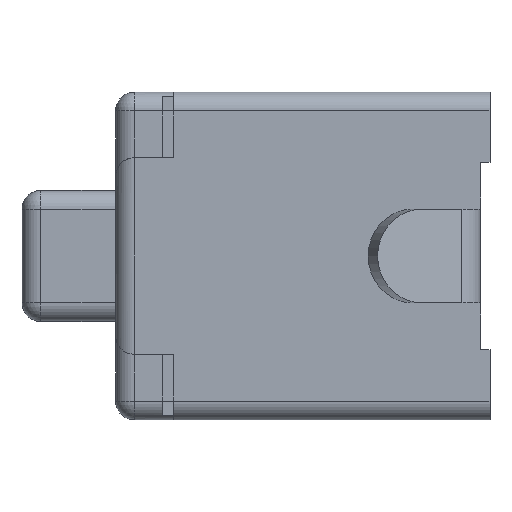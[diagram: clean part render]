
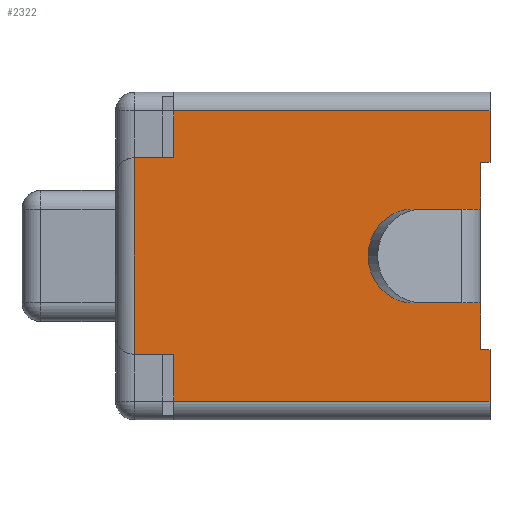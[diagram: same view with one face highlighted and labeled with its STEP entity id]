
A CAD part, left-side view. The second image highlights one B-rep face of the part: STEP entity #2322.
In plain terms, the highlighted planar face has unit normal (-1, 0, 0).
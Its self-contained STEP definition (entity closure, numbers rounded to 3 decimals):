
#262=FACE_OUTER_BOUND('',#394,.T.);
#394=EDGE_LOOP('',(#1907,#1908,#1909,#1910,#1911,#1912,#1913,#1914,#1915,
#1916,#1917,#1918,#1919,#1920,#1921,#1922));
#527=LINE('',#3505,#789);
#529=LINE('',#3509,#791);
#530=LINE('',#3513,#792);
#534=LINE('',#3524,#796);
#535=LINE('',#3530,#797);
#540=LINE('',#3541,#802);
#544=LINE('',#3550,#806);
#600=LINE('',#3679,#862);
#623=LINE('',#3732,#885);
#624=LINE('',#3734,#886);
#625=LINE('',#3736,#887);
#626=LINE('',#3738,#888);
#627=LINE('',#3740,#889);
#628=LINE('',#3741,#890);
#629=LINE('',#3743,#891);
#630=LINE('',#3744,#892);
#789=VECTOR('',#2845,1000.);
#791=VECTOR('',#2849,1000.);
#792=VECTOR('',#2854,1000.);
#796=VECTOR('',#2866,1000.);
#797=VECTOR('',#2871,1000.);
#802=VECTOR('',#2880,1000.);
#806=VECTOR('',#2886,1000.);
#862=VECTOR('',#3010,1000.);
#885=VECTOR('',#3065,1000.);
#886=VECTOR('',#3066,1000.);
#887=VECTOR('',#3067,1000.);
#888=VECTOR('',#3068,1000.);
#889=VECTOR('',#3069,1000.);
#890=VECTOR('',#3070,1000.);
#891=VECTOR('',#3071,1000.);
#892=VECTOR('',#3072,1000.);
#1033=VERTEX_POINT('',#3464);
#1048=VERTEX_POINT('',#3502);
#1049=VERTEX_POINT('',#3504);
#1050=VERTEX_POINT('',#3508);
#1051=VERTEX_POINT('',#3512);
#1054=VERTEX_POINT('',#3522);
#1056=VERTEX_POINT('',#3527);
#1057=VERTEX_POINT('',#3529);
#1061=VERTEX_POINT('',#3539);
#1065=VERTEX_POINT('',#3548);
#1118=VERTEX_POINT('',#3731);
#1119=VERTEX_POINT('',#3733);
#1120=VERTEX_POINT('',#3735);
#1121=VERTEX_POINT('',#3737);
#1122=VERTEX_POINT('',#3739);
#1123=VERTEX_POINT('',#3742);
#1293=EDGE_CURVE('',#1048,#1049,#527,.T.);
#1295=EDGE_CURVE('',#1050,#1033,#529,.T.);
#1297=EDGE_CURVE('',#1049,#1051,#530,.T.);
#1303=EDGE_CURVE('',#1054,#1048,#534,.T.);
#1305=EDGE_CURVE('',#1056,#1057,#535,.T.);
#1311=EDGE_CURVE('',#1061,#1056,#540,.T.);
#1315=EDGE_CURVE('',#1065,#1061,#544,.T.);
#1381=EDGE_CURVE('',#1033,#1065,#600,.T.);
#1407=EDGE_CURVE('',#1118,#1050,#623,.T.);
#1408=EDGE_CURVE('',#1119,#1118,#624,.T.);
#1409=EDGE_CURVE('',#1119,#1120,#625,.T.);
#1410=EDGE_CURVE('',#1121,#1120,#626,.T.);
#1411=EDGE_CURVE('',#1121,#1122,#627,.T.);
#1412=EDGE_CURVE('',#1051,#1122,#628,.T.);
#1413=EDGE_CURVE('',#1123,#1054,#629,.T.);
#1414=EDGE_CURVE('',#1123,#1057,#630,.T.);
#1907=ORIENTED_EDGE('',*,*,#1295,.F.);
#1908=ORIENTED_EDGE('',*,*,#1407,.F.);
#1909=ORIENTED_EDGE('',*,*,#1408,.F.);
#1910=ORIENTED_EDGE('',*,*,#1409,.T.);
#1911=ORIENTED_EDGE('',*,*,#1410,.F.);
#1912=ORIENTED_EDGE('',*,*,#1411,.T.);
#1913=ORIENTED_EDGE('',*,*,#1412,.F.);
#1914=ORIENTED_EDGE('',*,*,#1297,.F.);
#1915=ORIENTED_EDGE('',*,*,#1293,.F.);
#1916=ORIENTED_EDGE('',*,*,#1303,.F.);
#1917=ORIENTED_EDGE('',*,*,#1413,.F.);
#1918=ORIENTED_EDGE('',*,*,#1414,.T.);
#1919=ORIENTED_EDGE('',*,*,#1305,.F.);
#1920=ORIENTED_EDGE('',*,*,#1311,.F.);
#1921=ORIENTED_EDGE('',*,*,#1315,.F.);
#1922=ORIENTED_EDGE('',*,*,#1381,.F.);
#2202=PLANE('',#2528);
#2322=ADVANCED_FACE('',(#262),#2202,.F.);
#2528=AXIS2_PLACEMENT_3D('',#3730,#3063,#3064);
#2845=DIRECTION('',(0.,0.,-1.));
#2849=DIRECTION('',(0.,0.,1.));
#2854=DIRECTION('',(0.,-1.,0.));
#2866=DIRECTION('',(0.,1.,0.));
#2871=DIRECTION('',(0.,0.,-1.));
#2880=DIRECTION('',(0.,-1.,0.));
#2886=DIRECTION('',(0.,0.,1.));
#3010=DIRECTION('',(0.,-1.,0.));
#3063=DIRECTION('center_axis',(1.,0.,0.));
#3064=DIRECTION('ref_axis',(0.,0.,-1.));
#3065=DIRECTION('',(0.,1.,0.));
#3066=DIRECTION('',(0.,0.,1.));
#3067=DIRECTION('',(0.,-1.,0.));
#3068=DIRECTION('',(0.,0.,-1.));
#3069=DIRECTION('',(0.,1.,0.));
#3070=DIRECTION('',(0.,0.,-1.));
#3071=DIRECTION('',(0.,0.,-1.));
#3072=DIRECTION('',(0.,-1.,0.));
#3464=CARTESIAN_POINT('',(-3.,3.8,-0.75));
#3502=CARTESIAN_POINT('',(-3.,0.4,-1.3));
#3504=CARTESIAN_POINT('',(-3.,0.4,-2.3));
#3505=CARTESIAN_POINT('',(-3.,0.4,-1.8));
#3508=CARTESIAN_POINT('',(-3.,3.8,-2.85));
#3509=CARTESIAN_POINT('',(-3.,3.8,-1.8));
#3512=CARTESIAN_POINT('',(-3.,0.1,-2.3));
#3513=CARTESIAN_POINT('',(-3.,1.9,-2.3));
#3522=CARTESIAN_POINT('',(-3.,0.1,-1.3));
#3524=CARTESIAN_POINT('',(-3.,1.9,-1.3));
#3527=CARTESIAN_POINT('',(-3.,0.,-0.25));
#3529=CARTESIAN_POINT('',(-3.,0.,-0.8));
#3530=CARTESIAN_POINT('',(-3.,0.,-1.8));
#3539=CARTESIAN_POINT('',(-3.,3.38,-0.25));
#3541=CARTESIAN_POINT('',(-3.,1.9,-0.25));
#3548=CARTESIAN_POINT('',(-3.,3.38,-0.75));
#3550=CARTESIAN_POINT('',(-3.,3.38,-1.8));
#3679=CARTESIAN_POINT('',(-3.,1.9,-0.75));
#3730=CARTESIAN_POINT('Origin',(-3.,0.,-0.25));
#3731=CARTESIAN_POINT('',(-3.,3.38,-2.85));
#3732=CARTESIAN_POINT('',(-3.,1.9,-2.85));
#3733=CARTESIAN_POINT('',(-3.,3.38,-3.35));
#3734=CARTESIAN_POINT('',(-3.,3.38,-1.8));
#3735=CARTESIAN_POINT('',(-3.,0.,-3.35));
#3736=CARTESIAN_POINT('',(-3.,1.69,-3.35));
#3737=CARTESIAN_POINT('',(-3.,0.,-2.8));
#3738=CARTESIAN_POINT('',(-3.,0.,-1.8));
#3739=CARTESIAN_POINT('',(-3.,0.1,-2.8));
#3740=CARTESIAN_POINT('',(-3.,0.05,-2.8));
#3741=CARTESIAN_POINT('',(-3.,0.1,-1.8));
#3742=CARTESIAN_POINT('',(-3.,0.1,-0.8));
#3743=CARTESIAN_POINT('',(-3.,0.1,-1.8));
#3744=CARTESIAN_POINT('',(-3.,0.05,-0.8));
